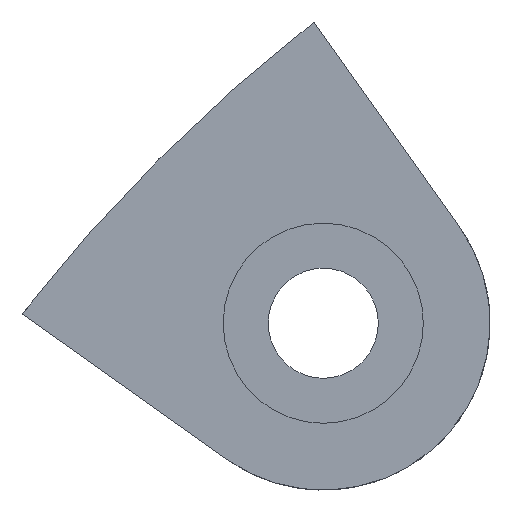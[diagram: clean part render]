
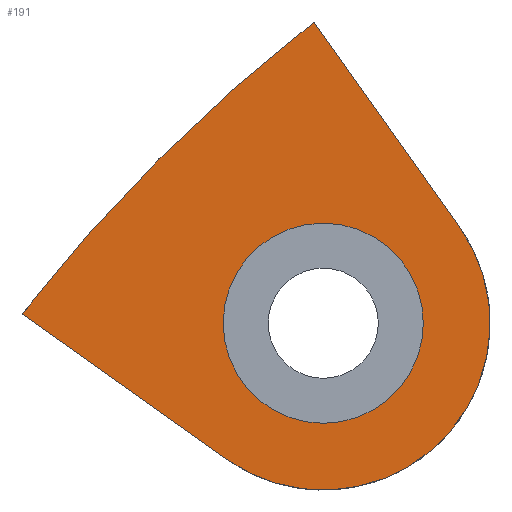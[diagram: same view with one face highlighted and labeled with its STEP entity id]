
A CAD part, front view. The second image highlights one B-rep face of the part: STEP entity #191.
In plain terms, the highlighted planar face has unit normal (0, -1, 0).
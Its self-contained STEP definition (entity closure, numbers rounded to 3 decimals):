
#17=FACE_BOUND('',#52,.T.);
#19=CIRCLE('',#214,5.);
#24=CIRCLE('',#223,50.);
#25=CIRCLE('',#226,3.);
#38=FACE_OUTER_BOUND('',#51,.T.);
#51=EDGE_LOOP('',(#155,#156,#157,#158));
#52=EDGE_LOOP('',(#159));
#68=LINE('',#349,#80);
#69=LINE('',#351,#81);
#80=VECTOR('',#271,10.);
#81=VECTOR('',#274,10.);
#91=VERTEX_POINT('',#314);
#92=VERTEX_POINT('',#316);
#98=VERTEX_POINT('',#343);
#99=VERTEX_POINT('',#345);
#100=VERTEX_POINT('',#352);
#108=EDGE_CURVE('',#92,#91,#19,.T.);
#118=EDGE_CURVE('',#99,#98,#24,.T.);
#120=EDGE_CURVE('',#99,#91,#68,.T.);
#121=EDGE_CURVE('',#98,#92,#69,.T.);
#122=EDGE_CURVE('',#100,#100,#25,.T.);
#155=ORIENTED_EDGE('',*,*,#118,.T.);
#156=ORIENTED_EDGE('',*,*,#121,.T.);
#157=ORIENTED_EDGE('',*,*,#108,.T.);
#158=ORIENTED_EDGE('',*,*,#120,.F.);
#159=ORIENTED_EDGE('',*,*,#122,.T.);
#181=PLANE('',#225);
#191=ADVANCED_FACE('',(#38,#17),#181,.T.);
#214=AXIS2_PLACEMENT_3D('',#317,#245,#246);
#223=AXIS2_PLACEMENT_3D('',#346,#266,#267);
#225=AXIS2_PLACEMENT_3D('',#350,#272,#273);
#226=AXIS2_PLACEMENT_3D('',#353,#275,#276);
#245=DIRECTION('center_axis',(0.,-1.,0.));
#246=DIRECTION('ref_axis',(-0.579,0.,-0.816));
#266=DIRECTION('center_axis',(0.,-1.,0.));
#267=DIRECTION('ref_axis',(1.,0.,0.));
#271=DIRECTION('',(0.579,0.,-0.816));
#272=DIRECTION('center_axis',(0.,-1.,0.));
#273=DIRECTION('ref_axis',(1.,0.,0.));
#274=DIRECTION('',(0.816,0.,-0.579));
#275=DIRECTION('center_axis',(0.,1.,0.));
#276=DIRECTION('ref_axis',(1.,0.,0.));
#314=CARTESIAN_POINT('',(-216.476,-76.,-149.174));
#316=CARTESIAN_POINT('',(-223.448,-76.,-156.145));
#317=CARTESIAN_POINT('Origin',(-220.554,-76.,-152.067));
#343=CARTESIAN_POINT('',(-229.581,-76.,-151.793));
#345=CARTESIAN_POINT('',(-220.828,-76.,-143.04));
#346=CARTESIAN_POINT('Origin',(-190.121,-76.,-182.5));
#349=CARTESIAN_POINT('',(-236.083,-76.,-121.538));
#350=CARTESIAN_POINT('Origin',(-233.319,-76.,-139.303));
#351=CARTESIAN_POINT('',(-251.083,-76.,-136.538));
#352=CARTESIAN_POINT('',(-223.554,-76.,-152.067));
#353=CARTESIAN_POINT('Origin',(-220.554,-76.,-152.067));
